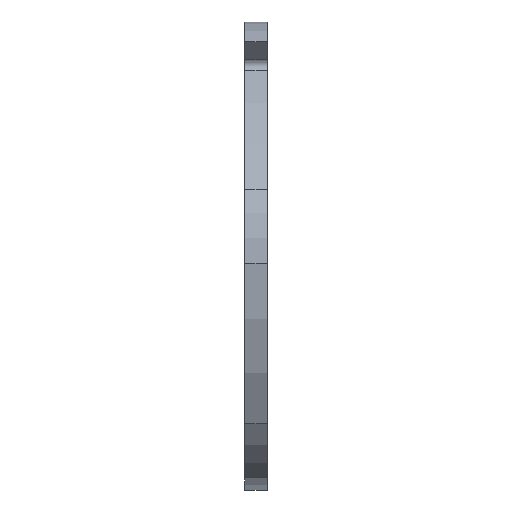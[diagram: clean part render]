
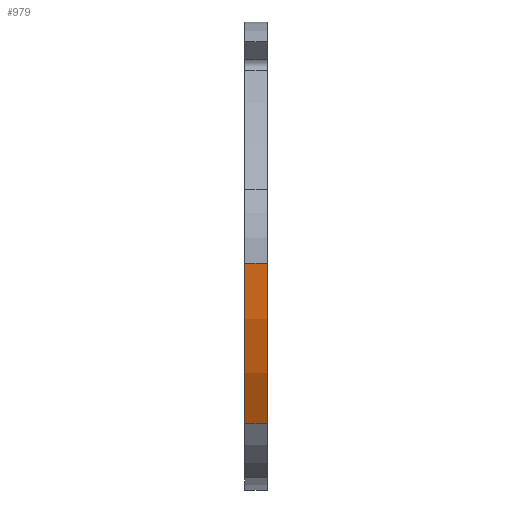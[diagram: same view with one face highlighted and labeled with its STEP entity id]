
A CAD part, front view. The second image highlights one B-rep face of the part: STEP entity #979.
In plain terms, the highlighted cylindrical face has radius 90 mm (diameter 180 mm), a partial arc.
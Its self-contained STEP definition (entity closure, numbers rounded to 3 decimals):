
#351 = VERTEX_POINT ( 'NONE', #490 ) ;
#362 = CARTESIAN_POINT ( 'NONE',  ( -3., -46.848, -45.288 ) ) ;
#481 = EDGE_CURVE ( 'NONE', #1728, #351, #1443, .T. ) ;
#490 = CARTESIAN_POINT ( 'NONE',  ( 3., -46.848, -45.288 ) ) ;
#551 = CARTESIAN_POINT ( 'NONE',  ( -3., -46.848, -45.288 ) ) ;
#553 = DIRECTION ( 'NONE',  ( 1., 0., 0. ) ) ;
#706 = VECTOR ( 'NONE', #2056, 1000. ) ;
#785 = CIRCLE ( 'NONE', #1457, 90. ) ;
#816 = DIRECTION ( 'NONE',  ( 1., 0., 0. ) ) ;
#850 = DIRECTION ( 'NONE',  ( 0., 0.866, -0.5 ) ) ;
#913 = VERTEX_POINT ( 'NONE', #2280 ) ;
#942 = FACE_OUTER_BOUND ( 'NONE', #1901, .T. ) ;
#979 = ADVANCED_FACE ( 'NONE', ( #942 ), #1685, .T. ) ;
#1086 = LINE ( 'NONE', #1291, #706 ) ;
#1095 = AXIS2_PLACEMENT_3D ( 'NONE', #1821, #2015, #850 ) ;
#1130 = EDGE_CURVE ( 'NONE', #913, #1728, #785, .T. ) ;
#1175 = CARTESIAN_POINT ( 'NONE',  ( -3., 31., -0.125 ) ) ;
#1275 = ORIENTED_EDGE ( 'NONE', *, *, #1130, .T. ) ;
#1291 = CARTESIAN_POINT ( 'NONE',  ( 0., -58.983, -1.897 ) ) ;
#1317 = ORIENTED_EDGE ( 'NONE', *, *, #1971, .T. ) ;
#1382 = DIRECTION ( 'NONE',  ( 1., 0., 0. ) ) ;
#1385 = DIRECTION ( 'NONE',  ( 0., 0.866, -0.5 ) ) ;
#1419 = ORIENTED_EDGE ( 'NONE', *, *, #2453, .F. ) ;
#1443 = LINE ( 'NONE', #362, #1765 ) ;
#1457 = AXIS2_PLACEMENT_3D ( 'NONE', #1582, #816, #1385 ) ;
#1582 = CARTESIAN_POINT ( 'NONE',  ( -3., 31., -0.125 ) ) ;
#1685 = CYLINDRICAL_SURFACE ( 'NONE', #2276, 90. ) ;
#1693 = CIRCLE ( 'NONE', #1095, 90. ) ;
#1717 = VERTEX_POINT ( 'NONE', #2516 ) ;
#1728 = VERTEX_POINT ( 'NONE', #551 ) ;
#1765 = VECTOR ( 'NONE', #553, 1000. ) ;
#1821 = CARTESIAN_POINT ( 'NONE',  ( 3., 31., -0.125 ) ) ;
#1901 = EDGE_LOOP ( 'NONE', ( #1419, #1317, #1275, #2371 ) ) ;
#1971 = EDGE_CURVE ( 'NONE', #1717, #913, #1086, .T. ) ;
#2015 = DIRECTION ( 'NONE',  ( 1., 0., 0. ) ) ;
#2056 = DIRECTION ( 'NONE',  ( -1., 0., 0. ) ) ;
#2276 = AXIS2_PLACEMENT_3D ( 'NONE', #1175, #1382, #2506 ) ;
#2280 = CARTESIAN_POINT ( 'NONE',  ( -3., -58.983, -1.897 ) ) ;
#2371 = ORIENTED_EDGE ( 'NONE', *, *, #481, .T. ) ;
#2453 = EDGE_CURVE ( 'NONE', #1717, #351, #1693, .T. ) ;
#2506 = DIRECTION ( 'NONE',  ( 0., 0., -1. ) ) ;
#2516 = CARTESIAN_POINT ( 'NONE',  ( 3., -58.983, -1.897 ) ) ;
